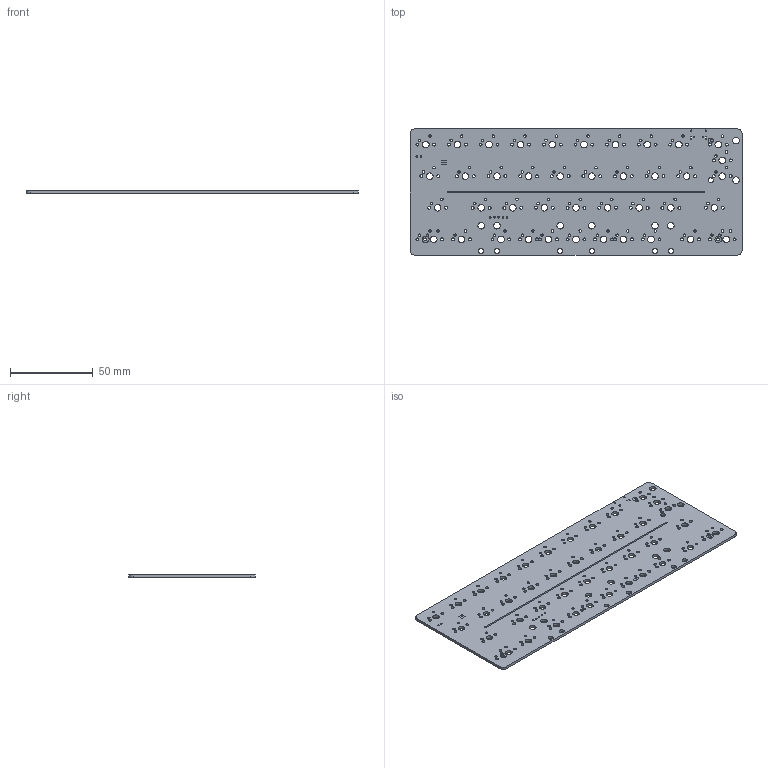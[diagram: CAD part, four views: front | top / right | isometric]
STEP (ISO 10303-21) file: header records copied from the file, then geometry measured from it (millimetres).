
FILE_DESCRIPTION(('KiCad electronic assembly'),'2;1');
FILE_NAME('PeppyQAZ.step','2022-08-15T20:08:25',('Pcbnew'),('Kicad'), 'Open CASCADE STEP processor 7.6','KiCad to STEP converter','Unknown' );
FILE_SCHEMA(('AUTOMOTIVE_DESIGN { 1 0 10303 214 1 1 1 1 }'));
Length unit declared in the file: millimetre
Products named in the file (2): PeppyQAZ 1; _autosave-PeppyQAZ PCB
Assembly tree (1 placements, depth 2):
  PeppyQAZ 1
    _autosave-PeppyQAZ PCB
Bounding box: 200.03 x 76.2 x 1.6 mm (x, y, z)
Volume: 22516.8 mm3; surface area: 32005.4 mm2
Topology: 1 solids, 1 shells, 287 faces, 849 edges, 574 vertices
Faces by surface type: cylinder 251, plane 36
Full cylindrical faces by diameter (mm): 0.35 x9, 0.65 x2, 1 x7, 1.47 x83, 1.75 x80, 3.048 x7, 3.988 x49
Entity records: 22023 total; most frequent: DIRECTION 3681, CARTESIAN_POINT 3410, ORIENTED_EDGE 1698, PCURVE 1698, DEFINITIONAL_REPRESENTATION 1698, LINE 1381, VECTOR 1381, CIRCLE 1166
